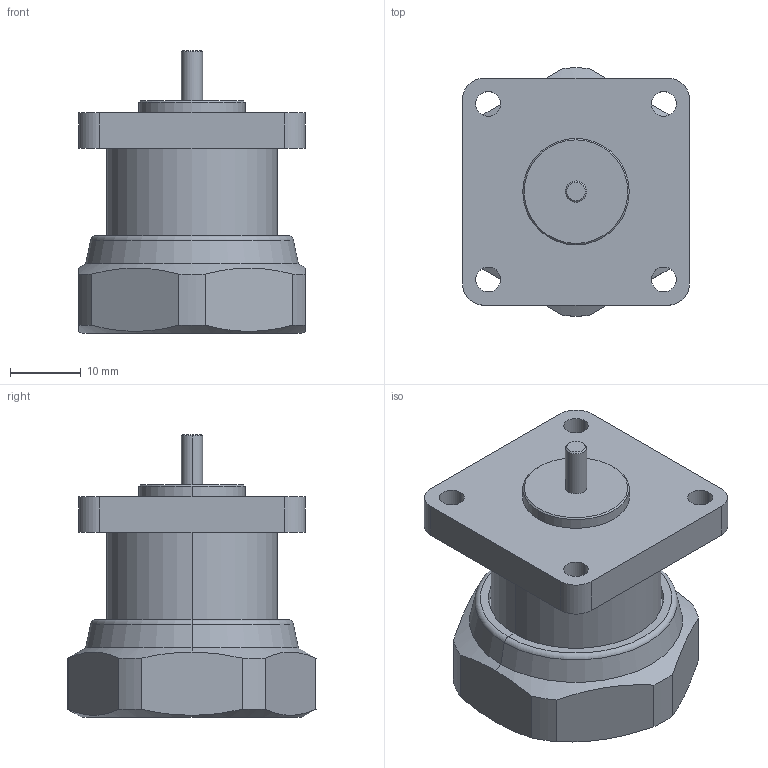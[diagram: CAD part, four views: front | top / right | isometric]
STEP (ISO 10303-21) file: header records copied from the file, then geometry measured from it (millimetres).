
FILE_DESCRIPTION (( 'STEP AP203' ), '1' );
FILE_NAME ('R185.441.200D.STEP', '2015-10-13T11:41:50', ( '' ), ( '' ), 'SwSTEP 2.0', 'SolidWorks 2014', '' );
FILE_SCHEMA (( 'CONFIG_CONTROL_DESIGN' ));
Length unit declared in the file: metre
Products named in the file (1): R185.441.200D
Bounding box: 32 x 34.98 x 39.88 mm (x, y, z)
Volume: 17690.4 mm3; surface area: 8898.4 mm2
Topology: 1 solids, 3 shells, 119 faces, 264 edges, 158 vertices
Faces by surface type: cylinder 42, cone 40, plane 23, torus 14
Entity records: 3499 total; most frequent: CARTESIAN_POINT 682, DIRECTION 636, ORIENTED_EDGE 528, AXIS2_PLACEMENT_3D 268, EDGE_CURVE 264, VERTEX_POINT 158, CIRCLE 148, EDGE_LOOP 138
